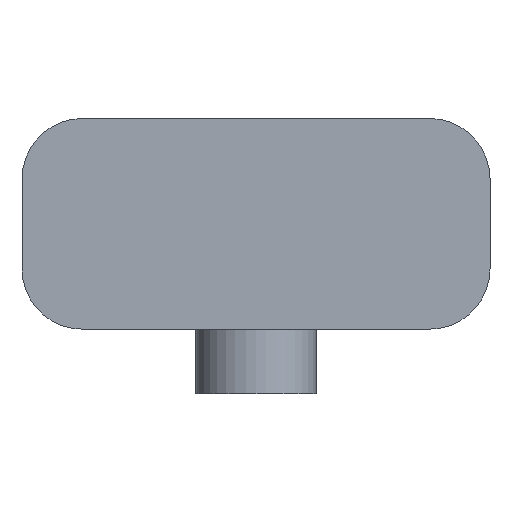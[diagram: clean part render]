
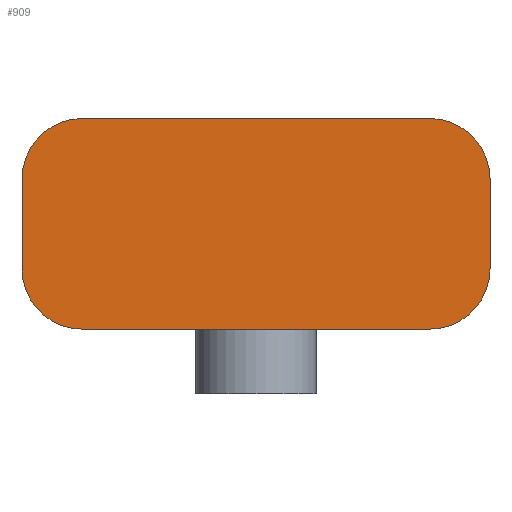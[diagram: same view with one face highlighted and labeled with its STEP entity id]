
A CAD part, front view. The second image highlights one B-rep face of the part: STEP entity #909.
In plain terms, the highlighted planar face has unit normal (0, -1, 0).
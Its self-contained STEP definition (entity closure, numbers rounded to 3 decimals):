
#61=PLANE('',#1037);
#119=FACE_OUTER_BOUND('',#190,.T.);
#190=EDGE_LOOP('',(#818,#819,#820,#821,#822,#823,#824,#825));
#195=LINE('',#1365,#261);
#248=LINE('',#1574,#314);
#252=LINE('',#1583,#318);
#255=LINE('',#1593,#321);
#261=VECTOR('',#1071,10.);
#314=VECTOR('',#1302,10.);
#318=VECTOR('',#1312,10.);
#321=VECTOR('',#1325,10.);
#375=CIRCLE('',#1027,7.5);
#376=CIRCLE('',#1030,7.5);
#377=CIRCLE('',#1032,7.5);
#378=CIRCLE('',#1035,7.5);
#387=VERTEX_POINT('',#1362);
#388=VERTEX_POINT('',#1364);
#454=VERTEX_POINT('',#1572);
#455=VERTEX_POINT('',#1573);
#456=VERTEX_POINT('',#1578);
#457=VERTEX_POINT('',#1582);
#458=VERTEX_POINT('',#1588);
#459=VERTEX_POINT('',#1592);
#471=EDGE_CURVE('',#387,#388,#195,.T.);
#569=EDGE_CURVE('',#454,#455,#248,.T.);
#572=EDGE_CURVE('',#456,#454,#375,.T.);
#574=EDGE_CURVE('',#457,#456,#252,.T.);
#576=EDGE_CURVE('',#388,#457,#376,.T.);
#577=EDGE_CURVE('',#458,#387,#377,.T.);
#579=EDGE_CURVE('',#459,#458,#255,.T.);
#581=EDGE_CURVE('',#455,#459,#378,.T.);
#818=ORIENTED_EDGE('',*,*,#581,.F.);
#819=ORIENTED_EDGE('',*,*,#569,.F.);
#820=ORIENTED_EDGE('',*,*,#572,.F.);
#821=ORIENTED_EDGE('',*,*,#574,.F.);
#822=ORIENTED_EDGE('',*,*,#576,.F.);
#823=ORIENTED_EDGE('',*,*,#471,.F.);
#824=ORIENTED_EDGE('',*,*,#577,.F.);
#825=ORIENTED_EDGE('',*,*,#579,.F.);
#909=ADVANCED_FACE('',(#119),#61,.F.);
#1027=AXIS2_PLACEMENT_3D('',#1579,#1307,#1308);
#1030=AXIS2_PLACEMENT_3D('',#1586,#1316,#1317);
#1032=AXIS2_PLACEMENT_3D('',#1589,#1320,#1321);
#1035=AXIS2_PLACEMENT_3D('',#1596,#1329,#1330);
#1037=AXIS2_PLACEMENT_3D('',#1598,#1333,#1334);
#1071=DIRECTION('',(-1.,0.,0.));
#1302=DIRECTION('',(1.,0.,0.));
#1307=DIRECTION('center_axis',(0.,1.,0.));
#1308=DIRECTION('ref_axis',(-1.,0.,0.));
#1312=DIRECTION('',(0.,0.,1.));
#1316=DIRECTION('center_axis',(0.,1.,0.));
#1317=DIRECTION('ref_axis',(0.,0.,-1.));
#1320=DIRECTION('center_axis',(0.,1.,0.));
#1321=DIRECTION('ref_axis',(1.,0.,0.));
#1325=DIRECTION('',(0.,0.,-1.));
#1329=DIRECTION('center_axis',(0.,1.,0.));
#1330=DIRECTION('ref_axis',(0.,0.,1.));
#1333=DIRECTION('center_axis',(0.,1.,0.));
#1334=DIRECTION('ref_axis',(1.,0.,0.));
#1362=CARTESIAN_POINT('',(21.6,0.,-13.1));
#1364=CARTESIAN_POINT('',(-21.6,0.,-13.1));
#1365=CARTESIAN_POINT('',(21.6,0.,-13.1));
#1572=CARTESIAN_POINT('',(-21.6,0.,13.1));
#1573=CARTESIAN_POINT('',(21.6,0.,13.1));
#1574=CARTESIAN_POINT('',(-21.6,0.,13.1));
#1578=CARTESIAN_POINT('',(-29.1,0.,5.6));
#1579=CARTESIAN_POINT('Origin',(-21.6,0.,5.6));
#1582=CARTESIAN_POINT('',(-29.1,0.,-5.6));
#1583=CARTESIAN_POINT('',(-29.1,0.,-5.6));
#1586=CARTESIAN_POINT('Origin',(-21.6,0.,-5.6));
#1588=CARTESIAN_POINT('',(29.1,0.,-5.6));
#1589=CARTESIAN_POINT('Origin',(21.6,0.,-5.6));
#1592=CARTESIAN_POINT('',(29.1,0.,5.6));
#1593=CARTESIAN_POINT('',(29.1,0.,5.6));
#1596=CARTESIAN_POINT('Origin',(21.6,0.,5.6));
#1598=CARTESIAN_POINT('Origin',(0.,0.,0.));
